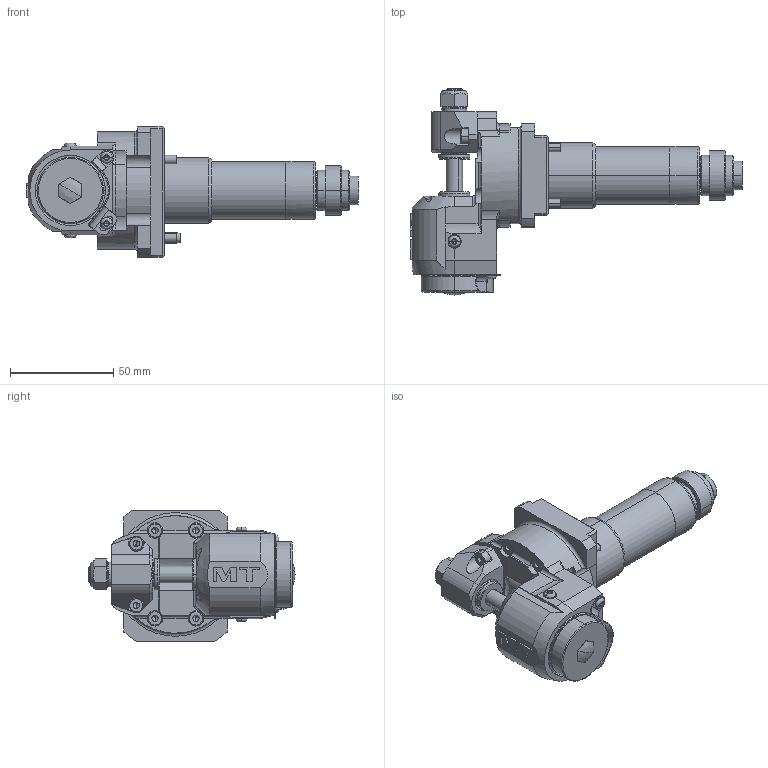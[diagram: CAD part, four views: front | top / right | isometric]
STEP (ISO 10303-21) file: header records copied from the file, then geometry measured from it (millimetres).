
FILE_DESCRIPTION((''),'2;1');
FILE_NAME('SPC0971000_CONF','2025-01-17T17:52:57',('fpalella'),('M.T. srl'),'CREO PARAMETRIC BY PTC INC, 2023352','CREO PARAMETRIC BY PTC INC, 2023352','');
FILE_SCHEMA(('CONFIG_CONTROL_DESIGN'));
Length unit declared in the file: millimetre
Products named in the file (1): SPC0971000_CONF
Bounding box: 161 x 100 x 63.5 mm (x, y, z)
Volume: 215030.3 mm3; surface area: 35974.4 mm2
Topology: 1 solids, 1 shells, 529 faces, 1312 edges, 804 vertices
Faces by surface type: plane 214, cylinder 183, cone 73, torus 41, bspline 14, extrusion 2, sphere 2
Entity records: 17823 total; most frequent: CARTESIAN_POINT 5229, DIRECTION 2702, ORIENTED_EDGE 2576, EDGE_CURVE 1288, AXIS2_PLACEMENT_3D 1026, VERTEX_POINT 804, VECTOR 650, LINE 648
